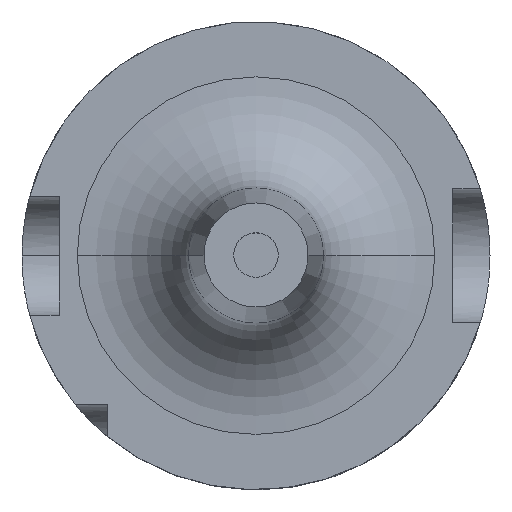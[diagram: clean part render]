
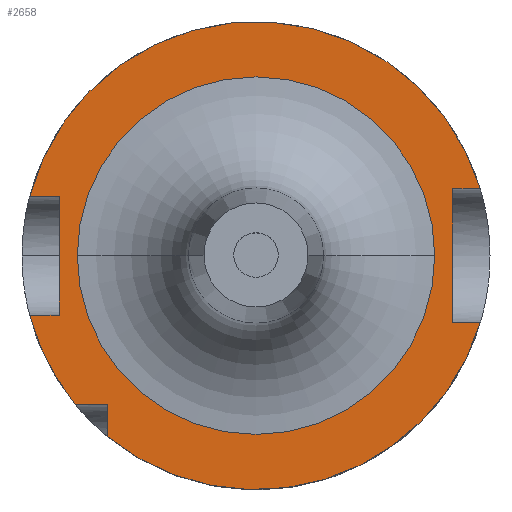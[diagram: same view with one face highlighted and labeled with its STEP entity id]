
A CAD part, top view. The second image highlights one B-rep face of the part: STEP entity #2658.
In plain terms, the highlighted planar face has unit normal (0, 0, 1).
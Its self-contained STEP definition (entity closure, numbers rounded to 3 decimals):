
#5 = VECTOR ( 'NONE', #1617, 1000. ) ;
#24 = CARTESIAN_POINT ( 'NONE',  ( 0., 0., 26. ) ) ;
#27 = EDGE_CURVE ( 'NONE', #968, #1105, #318, .T. ) ;
#41 = EDGE_CURVE ( 'NONE', #2633, #1189, #234, .T. ) ;
#50 = DIRECTION ( 'NONE',  ( 0., 1., 0. ) ) ;
#78 = CARTESIAN_POINT ( 'NONE',  ( -30.467, -8., 26. ) ) ;
#89 = VECTOR ( 'NONE', #3569, 1000. ) ;
#170 = ORIENTED_EDGE ( 'NONE', *, *, #369, .T. ) ;
#173 = CARTESIAN_POINT ( 'NONE',  ( -20., -24.336, 26. ) ) ;
#224 = CARTESIAN_POINT ( 'NONE',  ( 30.187, -9., 26. ) ) ;
#234 = CIRCLE ( 'NONE', #798, 31.5 ) ;
#313 = ORIENTED_EDGE ( 'NONE', *, *, #2565, .F. ) ;
#314 = DIRECTION ( 'NONE',  ( -1., 0., 0. ) ) ;
#318 = CIRCLE ( 'NONE', #605, 31.5 ) ;
#369 = EDGE_CURVE ( 'NONE', #2088, #3028, #2629, .T. ) ;
#380 = DIRECTION ( 'NONE',  ( 0., 0., -1. ) ) ;
#443 = VECTOR ( 'NONE', #1248, 1000. ) ;
#462 = CARTESIAN_POINT ( 'NONE',  ( 0., 0., 26. ) ) ;
#472 = LINE ( 'NONE', #1121, #3348 ) ;
#494 = CARTESIAN_POINT ( 'NONE',  ( -24.064, 0., 26. ) ) ;
#526 = CARTESIAN_POINT ( 'NONE',  ( 0., 0., 26. ) ) ;
#531 = VERTEX_POINT ( 'NONE', #699 ) ;
#605 = AXIS2_PLACEMENT_3D ( 'NONE', #462, #1302, #1673 ) ;
#637 = CARTESIAN_POINT ( 'NONE',  ( 26.5, -9., 26. ) ) ;
#649 = AXIS2_PLACEMENT_3D ( 'NONE', #1795, #380, #1337 ) ;
#692 = ORIENTED_EDGE ( 'NONE', *, *, #2065, .T. ) ;
#699 = CARTESIAN_POINT ( 'NONE',  ( 26.5, 9., 26. ) ) ;
#703 = CIRCLE ( 'NONE', #2360, 31.5 ) ;
#739 = EDGE_CURVE ( 'NONE', #1562, #1685, #1113, .T. ) ;
#741 = VECTOR ( 'NONE', #50, 1000. ) ;
#773 = DIRECTION ( 'NONE',  ( 0., 0., -1. ) ) ;
#776 = ORIENTED_EDGE ( 'NONE', *, *, #1430, .F. ) ;
#798 = AXIS2_PLACEMENT_3D ( 'NONE', #24, #2007, #314 ) ;
#818 = DIRECTION ( 'NONE',  ( -1., 0., 0. ) ) ;
#820 = EDGE_CURVE ( 'NONE', #531, #1189, #3349, .T. ) ;
#902 = CARTESIAN_POINT ( 'NONE',  ( -26.5, 24.064, 26. ) ) ;
#922 = VECTOR ( 'NONE', #1417, 1000. ) ;
#968 = VERTEX_POINT ( 'NONE', #1551 ) ;
#1018 = CARTESIAN_POINT ( 'NONE',  ( -30.467, 8., 26. ) ) ;
#1092 = ORIENTED_EDGE ( 'NONE', *, *, #2807, .T. ) ;
#1105 = VERTEX_POINT ( 'NONE', #78 ) ;
#1113 = CIRCLE ( 'NONE', #649, 24.064 ) ;
#1121 = CARTESIAN_POINT ( 'NONE',  ( 0., -20., 26. ) ) ;
#1129 = AXIS2_PLACEMENT_3D ( 'NONE', #2445, #773, #2703 ) ;
#1189 = VERTEX_POINT ( 'NONE', #2826 ) ;
#1193 = ORIENTED_EDGE ( 'NONE', *, *, #1246, .F. ) ;
#1245 = DIRECTION ( 'NONE',  ( -1., 0., 0. ) ) ;
#1246 = EDGE_CURVE ( 'NONE', #1331, #2633, #1762, .T. ) ;
#1248 = DIRECTION ( 'NONE',  ( 0., 1., 0. ) ) ;
#1302 = DIRECTION ( 'NONE',  ( 0., 0., -1. ) ) ;
#1308 = CARTESIAN_POINT ( 'NONE',  ( 0., 24.064, 26. ) ) ;
#1331 = VERTEX_POINT ( 'NONE', #2774 ) ;
#1337 = DIRECTION ( 'NONE',  ( -1., 0., 0. ) ) ;
#1356 = CARTESIAN_POINT ( 'NONE',  ( 0., -9., 26. ) ) ;
#1393 = VERTEX_POINT ( 'NONE', #1663 ) ;
#1417 = DIRECTION ( 'NONE',  ( -1., 0., 0. ) ) ;
#1430 = EDGE_CURVE ( 'NONE', #1393, #968, #472, .T. ) ;
#1435 = ORIENTED_EDGE ( 'NONE', *, *, #3455, .F. ) ;
#1498 = ORIENTED_EDGE ( 'NONE', *, *, #739, .T. ) ;
#1517 = CARTESIAN_POINT ( 'NONE',  ( 0., 9., 26. ) ) ;
#1551 = CARTESIAN_POINT ( 'NONE',  ( -24.336, -20., 26. ) ) ;
#1562 = VERTEX_POINT ( 'NONE', #494 ) ;
#1592 = DIRECTION ( 'NONE',  ( 0., 0., 1. ) ) ;
#1610 = EDGE_CURVE ( 'NONE', #2088, #2012, #703, .T. ) ;
#1617 = DIRECTION ( 'NONE',  ( 0., 1., 0. ) ) ;
#1663 = CARTESIAN_POINT ( 'NONE',  ( -20., -20., 26. ) ) ;
#1673 = DIRECTION ( 'NONE',  ( -1., 0., 0. ) ) ;
#1685 = VERTEX_POINT ( 'NONE', #3058 ) ;
#1686 = DIRECTION ( 'NONE',  ( -1., 0., 0. ) ) ;
#1762 = LINE ( 'NONE', #3054, #922 ) ;
#1795 = CARTESIAN_POINT ( 'NONE',  ( 0., 0., 26. ) ) ;
#1804 = DIRECTION ( 'NONE',  ( 1., 0., 0. ) ) ;
#1846 = EDGE_LOOP ( 'NONE', ( #1498, #1092 ) ) ;
#1927 = CARTESIAN_POINT ( 'NONE',  ( 0., -8., 26. ) ) ;
#1955 = LINE ( 'NONE', #3459, #443 ) ;
#1997 = VECTOR ( 'NONE', #1686, 1000. ) ;
#2007 = DIRECTION ( 'NONE',  ( 0., 0., -1. ) ) ;
#2012 = VERTEX_POINT ( 'NONE', #173 ) ;
#2065 = EDGE_CURVE ( 'NONE', #3028, #531, #2973, .T. ) ;
#2088 = VERTEX_POINT ( 'NONE', #224 ) ;
#2092 = ORIENTED_EDGE ( 'NONE', *, *, #41, .F. ) ;
#2115 = ORIENTED_EDGE ( 'NONE', *, *, #820, .T. ) ;
#2220 = CARTESIAN_POINT ( 'NONE',  ( -26.5, -8., 26. ) ) ;
#2233 = LINE ( 'NONE', #902, #741 ) ;
#2296 = VERTEX_POINT ( 'NONE', #2220 ) ;
#2321 = ORIENTED_EDGE ( 'NONE', *, *, #27, .F. ) ;
#2345 = FACE_BOUND ( 'NONE', #1846, .T. ) ;
#2360 = AXIS2_PLACEMENT_3D ( 'NONE', #526, #2489, #818 ) ;
#2445 = CARTESIAN_POINT ( 'NONE',  ( 0., 0., 26. ) ) ;
#2489 = DIRECTION ( 'NONE',  ( 0., 0., -1. ) ) ;
#2565 = EDGE_CURVE ( 'NONE', #2012, #1393, #1955, .T. ) ;
#2612 = VECTOR ( 'NONE', #1804, 1000. ) ;
#2629 = LINE ( 'NONE', #1356, #1997 ) ;
#2633 = VERTEX_POINT ( 'NONE', #1018 ) ;
#2658 = ADVANCED_FACE ( 'NONE', ( #2971, #2345 ), #2966, .T. ) ;
#2703 = DIRECTION ( 'NONE',  ( -1., 0., 0. ) ) ;
#2710 = CIRCLE ( 'NONE', #1129, 24.064 ) ;
#2720 = EDGE_CURVE ( 'NONE', #1105, #2296, #3528, .T. ) ;
#2774 = CARTESIAN_POINT ( 'NONE',  ( -26.5, 8., 26. ) ) ;
#2807 = EDGE_CURVE ( 'NONE', #1685, #1562, #2710, .T. ) ;
#2826 = CARTESIAN_POINT ( 'NONE',  ( 30.187, 9., 26. ) ) ;
#2923 = EDGE_LOOP ( 'NONE', ( #776, #313, #3568, #170, #692, #2115, #2092, #1193, #1435, #3222, #2321 ) ) ;
#2966 = PLANE ( 'NONE',  #3235 ) ;
#2971 = FACE_OUTER_BOUND ( 'NONE', #2923, .T. ) ;
#2973 = LINE ( 'NONE', #3531, #5 ) ;
#3028 = VERTEX_POINT ( 'NONE', #637 ) ;
#3054 = CARTESIAN_POINT ( 'NONE',  ( 0., 8., 26. ) ) ;
#3058 = CARTESIAN_POINT ( 'NONE',  ( 24.064, 0., 26. ) ) ;
#3222 = ORIENTED_EDGE ( 'NONE', *, *, #2720, .F. ) ;
#3235 = AXIS2_PLACEMENT_3D ( 'NONE', #1308, #1592, #3517 ) ;
#3348 = VECTOR ( 'NONE', #1245, 1000. ) ;
#3349 = LINE ( 'NONE', #1517, #2612 ) ;
#3455 = EDGE_CURVE ( 'NONE', #2296, #1331, #2233, .T. ) ;
#3459 = CARTESIAN_POINT ( 'NONE',  ( -20., 24.064, 26. ) ) ;
#3517 = DIRECTION ( 'NONE',  ( 1., 0., 0. ) ) ;
#3528 = LINE ( 'NONE', #1927, #89 ) ;
#3531 = CARTESIAN_POINT ( 'NONE',  ( 26.5, 24.064, 26. ) ) ;
#3568 = ORIENTED_EDGE ( 'NONE', *, *, #1610, .F. ) ;
#3569 = DIRECTION ( 'NONE',  ( 1., 0., 0. ) ) ;
